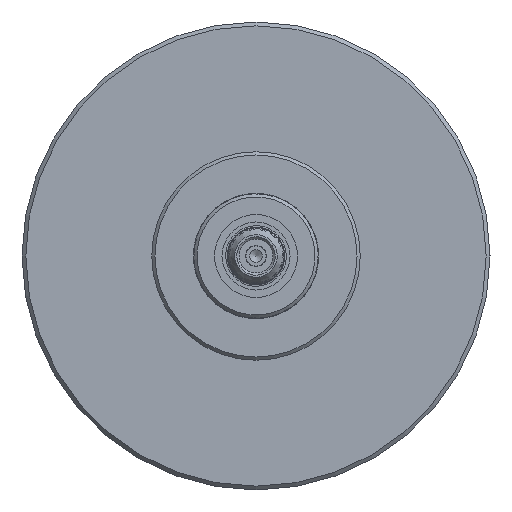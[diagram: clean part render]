
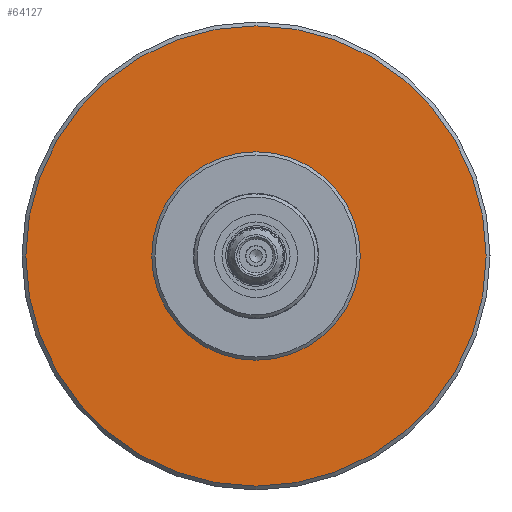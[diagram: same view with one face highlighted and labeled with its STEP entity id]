
A CAD part, front view. The second image highlights one B-rep face of the part: STEP entity #64127.
In plain terms, the highlighted planar face has unit normal (0, -1, 0).
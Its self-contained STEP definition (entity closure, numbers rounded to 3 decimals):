
#1257=PLANE('',#65824);
#1618=CIRCLE('',#65825,4.9);
#1619=CIRCLE('',#65826,10.82);
#26025=ORIENTED_EDGE('',*,*,#36430,.T.);
#26026=ORIENTED_EDGE('',*,*,#36431,.T.);
#36430=EDGE_CURVE('',#41601,#41601,#1618,.T.);
#36431=EDGE_CURVE('',#41602,#41602,#1619,.F.);
#41601=VERTEX_POINT('',#335927);
#41602=VERTEX_POINT('',#335929);
#50870=EDGE_LOOP('',(#26025));
#50871=EDGE_LOOP('',(#26026));
#55769=FACE_BOUND('',#50870,.T.);
#55770=FACE_BOUND('',#50871,.T.);
#64127=ADVANCED_FACE('',(#55769,#55770),#1257,.F.);
#65824=AXIS2_PLACEMENT_3D('',#335925,#69372,#69373);
#65825=AXIS2_PLACEMENT_3D('',#335926,#69374,#69375);
#65826=AXIS2_PLACEMENT_3D('',#335928,#69376,#69377);
#69372=DIRECTION('',(0.,1.,0.));
#69373=DIRECTION('',(0.,0.,1.));
#69374=DIRECTION('',(0.,1.,0.));
#69375=DIRECTION('',(0.,0.,-1.));
#69376=DIRECTION('',(0.,1.,0.));
#69377=DIRECTION('',(0.,0.,1.));
#335925=CARTESIAN_POINT('',(0.,0.,0.));
#335926=CARTESIAN_POINT('',(0.,0.,0.));
#335927=CARTESIAN_POINT('',(0.,0.,-4.9));
#335928=CARTESIAN_POINT('',(0.,0.,0.));
#335929=CARTESIAN_POINT('',(0.,0.,10.82));
